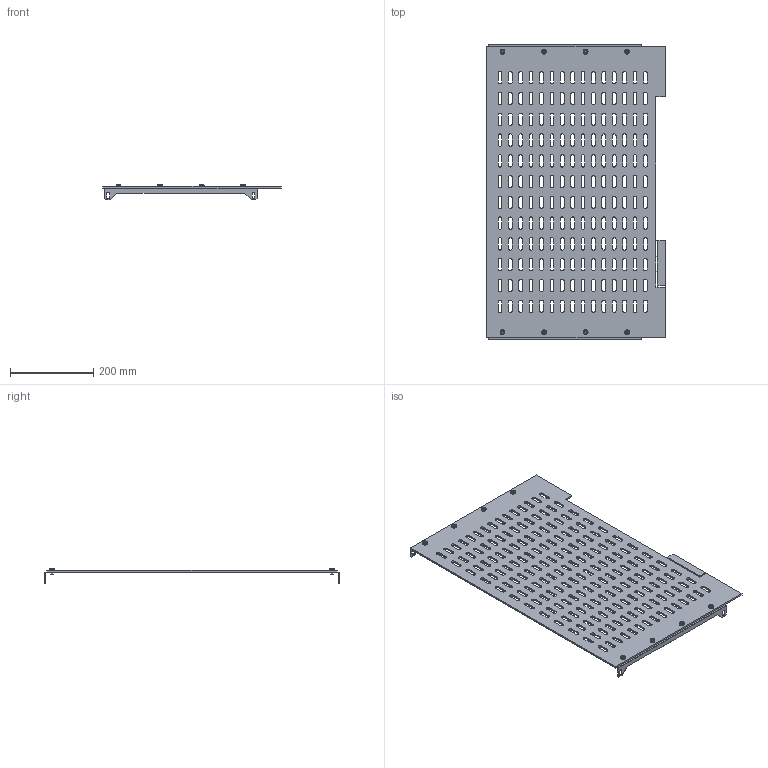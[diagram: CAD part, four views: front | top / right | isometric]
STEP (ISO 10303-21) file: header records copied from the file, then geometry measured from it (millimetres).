
FILE_DESCRIPTION (( 'STEP AP214' ), '1' );
FILE_NAME ('FO-00-3BEFW-080-040 FORMAT Ê-ò ñåêö. 3b ARMAT ACB E_F âûêàò. 3-4P 800õ400 IEK.STEP', '2024-06-26T11:11:24', ( '' ), ( '' ), 'SwSTEP 2.0', 'SolidWorks 2022', '' );
FILE_SCHEMA (( 'AUTOMOTIVE_DESIGN' ));
Length unit declared in the file: millimetre
Products named in the file (1): FO-00-3BEFW-080-040 FORMAT К-т секц. 3b ARMAT ACB E_F выкат. 3-4P 800х400 IEK
Bounding box: 430 x 708 x 37 mm (x, y, z)
Volume: 1036589.6 mm3; surface area: 620648.4 mm2
Topology: 11 solids, 11 shells, 1086 faces, 3080 edges, 2032 vertices
Faces by surface type: cylinder 556, plane 466, cone 32, torus 32
Entity records: 48486 total; most frequent: DIRECTION 6462, CARTESIAN_POINT 6199, ORIENTED_EDGE 6160, EDGE_CURVE 3080, AXIS2_PLACEMENT_3D 2295, VERTEX_POINT 2032, VECTOR 1872, LINE 1872
